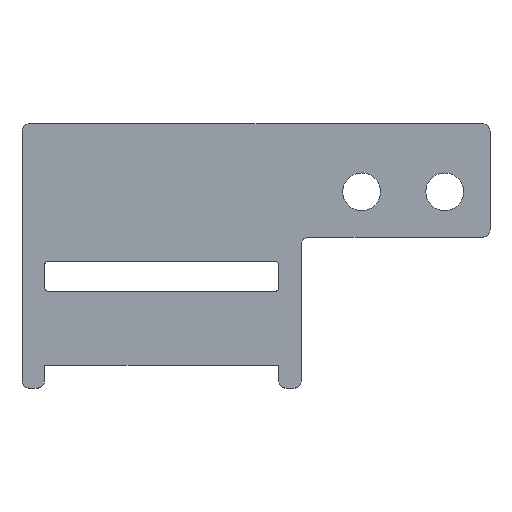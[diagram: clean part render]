
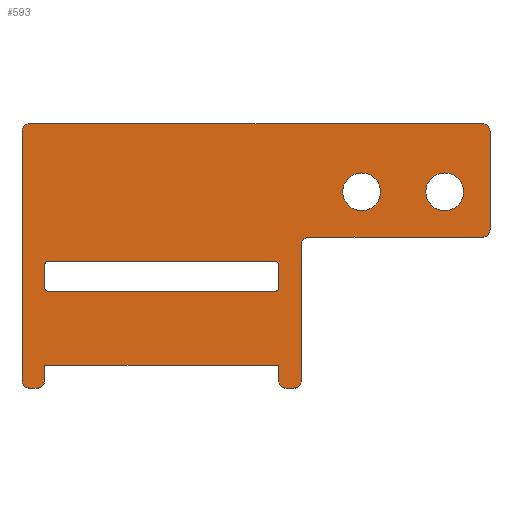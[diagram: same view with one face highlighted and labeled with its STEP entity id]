
A CAD part, top view. The second image highlights one B-rep face of the part: STEP entity #593.
In plain terms, the highlighted planar face has unit normal (0, 0, 1).
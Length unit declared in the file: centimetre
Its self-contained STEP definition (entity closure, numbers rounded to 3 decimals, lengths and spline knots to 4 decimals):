
#49=PLANE('',#651);
#54=VECTOR('',#663,1.);
#57=VECTOR('',#673,1.);
#61=VECTOR('',#684,1.);
#64=VECTOR('',#694,1.);
#70=VECTOR('',#719,1.);
#83=VECTOR('',#752,1.);
#87=VECTOR('',#761,1.);
#90=VECTOR('',#769,1.);
#94=VECTOR('',#782,1.);
#97=VECTOR('',#790,1.);
#99=VECTOR('',#797,1.);
#101=VECTOR('',#800,1.);
#102=VECTOR('',#802,1.);
#103=VECTOR('',#804,1.);
#108=LINE('',#820,#54);
#111=LINE('',#831,#57);
#115=LINE('',#843,#61);
#118=LINE('',#852,#64);
#124=LINE('',#878,#70);
#137=LINE('',#920,#83);
#141=LINE('',#930,#87);
#144=LINE('',#938,#90);
#148=LINE('',#950,#94);
#151=LINE('',#958,#97);
#153=LINE('',#964,#99);
#155=LINE('',#968,#101);
#156=LINE('',#970,#102);
#157=LINE('',#972,#103);
#160=VERTEX_POINT('',#811);
#161=VERTEX_POINT('',#813);
#163=VERTEX_POINT('',#819);
#166=VERTEX_POINT('',#826);
#167=VERTEX_POINT('',#828);
#170=VERTEX_POINT('',#838);
#171=VERTEX_POINT('',#840);
#173=VERTEX_POINT('',#849);
#175=VERTEX_POINT('',#858);
#177=VERTEX_POINT('',#863);
#178=VERTEX_POINT('',#866);
#179=VERTEX_POINT('',#867);
#183=VERTEX_POINT('',#877);
#199=VERTEX_POINT('',#913);
#200=VERTEX_POINT('',#914);
#201=VERTEX_POINT('',#919);
#202=VERTEX_POINT('',#923);
#203=VERTEX_POINT('',#924);
#204=VERTEX_POINT('',#929);
#205=VERTEX_POINT('',#933);
#206=VERTEX_POINT('',#934);
#207=VERTEX_POINT('',#939);
#208=VERTEX_POINT('',#943);
#209=VERTEX_POINT('',#947);
#210=VERTEX_POINT('',#953);
#211=VERTEX_POINT('',#957);
#212=VERTEX_POINT('',#961);
#213=VERTEX_POINT('',#965);
#215=CIRCLE('',#596,0.05);
#217=CIRCLE('',#600,0.05);
#219=CIRCLE('',#604,0.05);
#221=CIRCLE('',#608,0.05);
#223=CIRCLE('',#612,0.25);
#225=CIRCLE('',#615,0.25);
#226=CIRCLE('',#617,0.1);
#235=CIRCLE('',#629,0.1);
#236=CIRCLE('',#632,0.1);
#237=CIRCLE('',#635,0.1);
#238=CIRCLE('',#638,0.1);
#239=CIRCLE('',#640,0.1);
#240=CIRCLE('',#643,0.1);
#241=CIRCLE('',#646,0.1);
#244=EDGE_CURVE('',#160,#161,#215,.T.);
#248=EDGE_CURVE('',#160,#163,#108,.T.);
#251=EDGE_CURVE('',#166,#167,#217,.T.);
#253=EDGE_CURVE('',#166,#161,#111,.T.);
#257=EDGE_CURVE('',#170,#171,#219,.T.);
#259=EDGE_CURVE('',#170,#167,#115,.T.);
#263=EDGE_CURVE('',#173,#163,#221,.T.);
#264=EDGE_CURVE('',#173,#171,#118,.T.);
#267=EDGE_CURVE('',#175,#175,#223,.T.);
#269=EDGE_CURVE('',#177,#177,#225,.T.);
#270=EDGE_CURVE('',#178,#179,#226,.T.);
#276=EDGE_CURVE('',#183,#178,#124,.T.);
#293=EDGE_CURVE('',#199,#200,#235,.T.);
#297=EDGE_CURVE('',#201,#199,#137,.T.);
#298=EDGE_CURVE('',#202,#203,#236,.T.);
#302=EDGE_CURVE('',#204,#202,#141,.T.);
#303=EDGE_CURVE('',#205,#206,#237,.T.);
#306=EDGE_CURVE('',#206,#207,#144,.T.);
#308=EDGE_CURVE('',#207,#208,#238,.T.);
#310=EDGE_CURVE('',#209,#204,#239,.T.);
#312=EDGE_CURVE('',#208,#209,#148,.T.);
#313=EDGE_CURVE('',#210,#183,#240,.T.);
#316=EDGE_CURVE('',#211,#210,#151,.T.);
#317=EDGE_CURVE('',#212,#211,#241,.T.);
#319=EDGE_CURVE('',#203,#213,#153,.T.);
#321=EDGE_CURVE('',#213,#201,#155,.T.);
#322=EDGE_CURVE('',#200,#212,#156,.T.);
#323=EDGE_CURVE('',#179,#205,#157,.T.);
#460=ORIENTED_EDGE('',*,*,#244,.F.);
#461=ORIENTED_EDGE('',*,*,#248,.T.);
#462=ORIENTED_EDGE('',*,*,#263,.F.);
#463=ORIENTED_EDGE('',*,*,#264,.T.);
#464=ORIENTED_EDGE('',*,*,#257,.F.);
#465=ORIENTED_EDGE('',*,*,#259,.T.);
#466=ORIENTED_EDGE('',*,*,#251,.F.);
#467=ORIENTED_EDGE('',*,*,#253,.T.);
#468=ORIENTED_EDGE('',*,*,#267,.T.);
#469=ORIENTED_EDGE('',*,*,#269,.T.);
#470=ORIENTED_EDGE('',*,*,#270,.F.);
#471=ORIENTED_EDGE('',*,*,#276,.F.);
#472=ORIENTED_EDGE('',*,*,#313,.F.);
#473=ORIENTED_EDGE('',*,*,#316,.F.);
#474=ORIENTED_EDGE('',*,*,#317,.F.);
#475=ORIENTED_EDGE('',*,*,#322,.F.);
#476=ORIENTED_EDGE('',*,*,#293,.F.);
#477=ORIENTED_EDGE('',*,*,#297,.F.);
#478=ORIENTED_EDGE('',*,*,#321,.F.);
#479=ORIENTED_EDGE('',*,*,#319,.F.);
#480=ORIENTED_EDGE('',*,*,#298,.F.);
#481=ORIENTED_EDGE('',*,*,#302,.F.);
#482=ORIENTED_EDGE('',*,*,#310,.F.);
#483=ORIENTED_EDGE('',*,*,#312,.F.);
#484=ORIENTED_EDGE('',*,*,#308,.F.);
#485=ORIENTED_EDGE('',*,*,#306,.F.);
#486=ORIENTED_EDGE('',*,*,#303,.F.);
#487=ORIENTED_EDGE('',*,*,#323,.F.);
#522=EDGE_LOOP('',(#460,#461,#462,#463,#464,#465,#466,#467));
#523=EDGE_LOOP('',(#468));
#524=EDGE_LOOP('',(#469));
#525=EDGE_LOOP('',(#470,#471,#472,#473,#474,#475,#476,#477,#478,#479,#480,
#481,#482,#483,#484,#485,#486,#487));
#560=FACE_BOUND('',#522,.T.);
#561=FACE_BOUND('',#523,.T.);
#562=FACE_BOUND('',#524,.T.);
#563=FACE_BOUND('',#525,.T.);
#593=ADVANCED_FACE('',(#560,#561,#562,#563),#49,.T.);
#596=AXIS2_PLACEMENT_3D('',#812,#657,#658);
#600=AXIS2_PLACEMENT_3D('',#827,#669,#670);
#604=AXIS2_PLACEMENT_3D('',#839,#680,#681);
#608=AXIS2_PLACEMENT_3D('',#850,#691,#692);
#612=AXIS2_PLACEMENT_3D('',#857,#700,#701);
#615=AXIS2_PLACEMENT_3D('',#862,#706,#707);
#617=AXIS2_PLACEMENT_3D('',#865,#710,#711);
#629=AXIS2_PLACEMENT_3D('',#912,#746,#747);
#632=AXIS2_PLACEMENT_3D('',#922,#755,#756);
#635=AXIS2_PLACEMENT_3D('',#932,#764,#765);
#638=AXIS2_PLACEMENT_3D('',#942,#773,#774);
#640=AXIS2_PLACEMENT_3D('',#946,#778,#779);
#643=AXIS2_PLACEMENT_3D('',#952,#785,#786);
#646=AXIS2_PLACEMENT_3D('',#960,#793,#794);
#651=AXIS2_PLACEMENT_3D('',#973,#805,$);
#657=DIRECTION('',(0.,0.,1.));
#658=DIRECTION('',(-0.035,-0.035,0.));
#663=DIRECTION('',(0.,1.,0.));
#669=DIRECTION('',(0.,0.,1.));
#670=DIRECTION('',(0.035,-0.035,0.));
#673=DIRECTION('',(-1.,0.,0.));
#680=DIRECTION('',(0.,0.,1.));
#681=DIRECTION('',(0.035,0.035,0.));
#684=DIRECTION('',(0.,-1.,0.));
#691=DIRECTION('',(0.,0.,1.));
#692=DIRECTION('',(-0.035,0.035,0.));
#694=DIRECTION('',(1.,0.,0.));
#700=DIRECTION('',(0.,0.,-1.));
#701=DIRECTION('',(0.,0.25,0.));
#706=DIRECTION('',(0.,0.,-1.));
#707=DIRECTION('',(0.,0.25,0.));
#710=DIRECTION('',(0.,0.,-1.));
#711=DIRECTION('',(0.071,0.071,0.));
#719=DIRECTION('',(1.,0.,0.));
#746=DIRECTION('',(0.,0.,-1.));
#747=DIRECTION('',(0.071,-0.071,0.));
#752=DIRECTION('',(0.,-1.,0.));
#755=DIRECTION('',(0.,0.,-1.));
#756=DIRECTION('',(-0.071,-0.071,0.));
#761=DIRECTION('',(-1.,0.,0.));
#764=DIRECTION('',(0.,0.,-1.));
#765=DIRECTION('',(0.071,-0.071,0.));
#769=DIRECTION('',(-1.,0.,0.));
#773=DIRECTION('',(0.,0.,1.));
#774=DIRECTION('',(-0.071,0.071,0.));
#778=DIRECTION('',(0.,0.,-1.));
#779=DIRECTION('',(0.071,-0.071,0.));
#782=DIRECTION('',(0.,-1.,0.));
#785=DIRECTION('',(0.,0.,-1.));
#786=DIRECTION('',(-0.071,0.071,0.));
#790=DIRECTION('',(0.,1.,0.));
#793=DIRECTION('',(0.,0.,-1.));
#794=DIRECTION('',(-0.071,-0.071,0.));
#797=DIRECTION('',(0.,1.,0.));
#800=DIRECTION('',(-1.,0.,0.));
#802=DIRECTION('',(-1.,0.,0.));
#804=DIRECTION('',(0.,-1.,0.));
#805=DIRECTION('',(0.,0.,1.));
#811=CARTESIAN_POINT('',(-3.4,-0.67,0.3));
#812=CARTESIAN_POINT('',(-3.35,-0.67,0.3));
#813=CARTESIAN_POINT('',(-3.35,-0.72,0.3));
#819=CARTESIAN_POINT('',(-3.4,-0.37,0.3));
#820=CARTESIAN_POINT('',(-3.4,-0.2608,0.3));
#826=CARTESIAN_POINT('',(-0.35,-0.72,0.3));
#827=CARTESIAN_POINT('',(-0.35,-0.67,0.3));
#828=CARTESIAN_POINT('',(-0.3,-0.67,0.3));
#831=CARTESIAN_POINT('',(-1.3688,-0.72,0.3));
#838=CARTESIAN_POINT('',(-0.3,-0.37,0.3));
#839=CARTESIAN_POINT('',(-0.35,-0.37,0.3));
#840=CARTESIAN_POINT('',(-0.35,-0.32,0.3));
#843=CARTESIAN_POINT('',(-0.3,-0.2608,0.3));
#849=CARTESIAN_POINT('',(-3.35,-0.32,0.3));
#850=CARTESIAN_POINT('',(-3.35,-0.37,0.3));
#852=CARTESIAN_POINT('',(-1.3688,-0.32,0.3));
#857=CARTESIAN_POINT('',(1.9,0.6,0.3));
#858=CARTESIAN_POINT('',(1.9,0.85,0.3));
#862=CARTESIAN_POINT('',(0.8,0.6,0.3));
#863=CARTESIAN_POINT('',(0.8,0.85,0.3));
#865=CARTESIAN_POINT('',(2.4,1.4,0.3));
#866=CARTESIAN_POINT('',(2.4,1.5,0.3));
#867=CARTESIAN_POINT('',(2.5,1.4,0.3));
#877=CARTESIAN_POINT('',(-3.6,1.5,0.3));
#878=CARTESIAN_POINT('',(2.5,1.5,0.3));
#912=CARTESIAN_POINT('',(-3.5,-1.9,0.3));
#913=CARTESIAN_POINT('',(-3.4,-1.9,0.3));
#914=CARTESIAN_POINT('',(-3.5,-2.,0.3));
#919=CARTESIAN_POINT('',(-3.4,-1.7,0.3));
#920=CARTESIAN_POINT('',(-3.4,-2.,0.3));
#922=CARTESIAN_POINT('',(-0.2,-1.9,0.3));
#923=CARTESIAN_POINT('',(-0.2,-2.,0.3));
#924=CARTESIAN_POINT('',(-0.3,-1.9,0.3));
#929=CARTESIAN_POINT('',(-0.1,-2.,0.3));
#930=CARTESIAN_POINT('',(-0.3,-2.,0.3));
#932=CARTESIAN_POINT('',(2.4,0.1,0.3));
#933=CARTESIAN_POINT('',(2.5,0.1,0.3));
#934=CARTESIAN_POINT('',(2.4,0.,0.3));
#938=CARTESIAN_POINT('',(0.,0.,0.3));
#939=CARTESIAN_POINT('',(0.1,0.,0.3));
#942=CARTESIAN_POINT('',(0.1,-0.1,0.3));
#943=CARTESIAN_POINT('',(0.,-0.1,0.3));
#946=CARTESIAN_POINT('',(-0.1,-1.9,0.3));
#947=CARTESIAN_POINT('',(0.,-1.9,0.3));
#950=CARTESIAN_POINT('',(0.,-2.,0.3));
#952=CARTESIAN_POINT('',(-3.6,1.4,0.3));
#953=CARTESIAN_POINT('',(-3.7,1.4,0.3));
#957=CARTESIAN_POINT('',(-3.7,-1.9,0.3));
#958=CARTESIAN_POINT('',(-3.7,1.5,0.3));
#960=CARTESIAN_POINT('',(-3.6,-1.9,0.3));
#961=CARTESIAN_POINT('',(-3.6,-2.,0.3));
#964=CARTESIAN_POINT('',(-0.3,-1.7,0.3));
#965=CARTESIAN_POINT('',(-0.3,-1.7,0.3));
#968=CARTESIAN_POINT('',(-3.4,-1.7,0.3));
#970=CARTESIAN_POINT('',(-3.7,-2.,0.3));
#972=CARTESIAN_POINT('',(2.5,0.,0.3));
#973=CARTESIAN_POINT('',(-0.8875,-0.0015,0.3));
